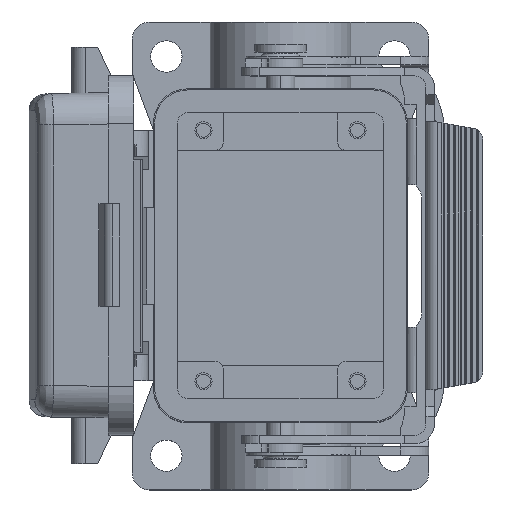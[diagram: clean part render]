
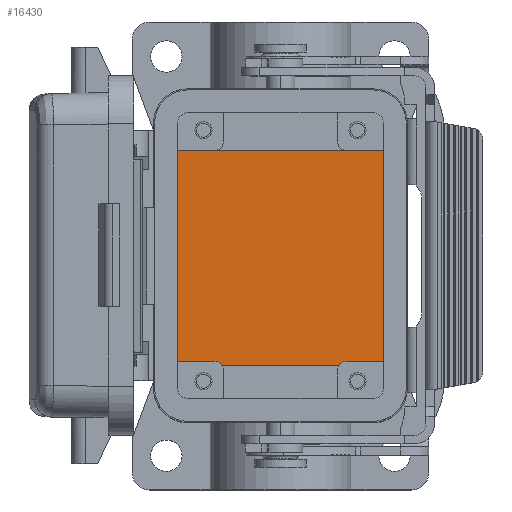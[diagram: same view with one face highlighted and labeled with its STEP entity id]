
A CAD part, top view. The second image highlights one B-rep face of the part: STEP entity #16430.
In plain terms, the highlighted planar face has unit normal (0, 0, 1).
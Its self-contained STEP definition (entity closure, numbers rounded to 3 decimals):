
#9880=CARTESIAN_POINT('',(18.5,-18.25,-40.));
#9890=DIRECTION('',(0.,1.,0.));
#9900=VECTOR('',#9890,36.5);
#9910=LINE('',#9880,#9900);
#9920=CARTESIAN_POINT('',(18.5,-18.25,-40.));
#9930=VERTEX_POINT('',#9920);
#9940=CARTESIAN_POINT('',(18.5,18.25,-40.));
#9950=VERTEX_POINT('',#9940);
#9960=EDGE_CURVE('',#9930,#9950,#9910,.T.);
#13960=CARTESIAN_POINT('',(-19.25,10.201,-40.));
#13970=VERTEX_POINT('',#13960);
#14000=CARTESIAN_POINT('',(-19.25,10.201,-40.));
#14010=DIRECTION('',(0.,-1.,0.));
#14020=VECTOR('',#14010,20.402);
#14030=LINE('',#14000,#14020);
#14040=CARTESIAN_POINT('',(-19.25,-10.201,-40.));
#14050=VERTEX_POINT('',#14040);
#14060=EDGE_CURVE('',#13970,#14050,#14030,.T.);
#15590=CARTESIAN_POINT('',(18.5,18.25,-40.));
#15600=DIRECTION('',(-1.,0.,0.));
#15610=VECTOR('',#15600,37.);
#15620=LINE('',#15590,#15610);
#15630=CARTESIAN_POINT('',(-18.5,18.25,-40.));
#15640=VERTEX_POINT('',#15630);
#15650=EDGE_CURVE('',#9950,#15640,#15620,.T.);
#15880=CARTESIAN_POINT('',(-18.5,11.5,-40.));
#15890=VERTEX_POINT('',#15880);
#15920=CARTESIAN_POINT('',(-20.,11.5,-40.));
#15930=DIRECTION('',(0.,0.,-1.));
#15940=DIRECTION('',(0.,-1.,0.));
#15950=AXIS2_PLACEMENT_3D('',#15920,#15930,#15940);
#15960=CIRCLE('',#15950,1.5);
#15970=EDGE_CURVE('',#15890,#13970,#15960,.T.);
#16030=CARTESIAN_POINT('',(0.,0.,-40.));
#16040=DIRECTION('',(0.,0.,1.));
#16050=DIRECTION('',(1.,0.,0.));
#16060=AXIS2_PLACEMENT_3D('',#16030,#16040,#16050);
#16070=PLANE('',#16060);
#16080=ORIENTED_EDGE('',*,*,#15970,.T.);
#16090=CARTESIAN_POINT('',(-18.5,18.25,-40.));
#16100=DIRECTION('',(0.,-1.,0.));
#16110=VECTOR('',#16100,6.75);
#16120=LINE('',#16090,#16110);
#16130=EDGE_CURVE('',#15640,#15890,#16120,.T.);
#16140=ORIENTED_EDGE('',*,*,#16130,.T.);
#16150=ORIENTED_EDGE('',*,*,#15650,.T.);
#16160=ORIENTED_EDGE('',*,*,#9960,.T.);
#16170=CARTESIAN_POINT('',(-18.5,-18.25,-40.));
#16180=DIRECTION('',(1.,0.,0.));
#16190=VECTOR('',#16180,37.);
#16200=LINE('',#16170,#16190);
#16210=CARTESIAN_POINT('',(-18.5,-18.25,-40.));
#16220=VERTEX_POINT('',#16210);
#16230=EDGE_CURVE('',#16220,#9930,#16200,.T.);
#16240=ORIENTED_EDGE('',*,*,#16230,.T.);
#16250=CARTESIAN_POINT('',(-18.5,-11.5,-40.));
#16260=DIRECTION('',(0.,-1.,0.));
#16270=VECTOR('',#16260,6.75);
#16280=LINE('',#16250,#16270);
#16290=CARTESIAN_POINT('',(-18.5,-11.5,-40.));
#16300=VERTEX_POINT('',#16290);
#16310=EDGE_CURVE('',#16300,#16220,#16280,.T.);
#16320=ORIENTED_EDGE('',*,*,#16310,.T.);
#16330=CARTESIAN_POINT('',(-20.,-11.5,-40.));
#16340=DIRECTION('',(0.,0.,-1.));
#16350=DIRECTION('',(-1.,0.,0.));
#16360=AXIS2_PLACEMENT_3D('',#16330,#16340,#16350);
#16370=CIRCLE('',#16360,1.5);
#16380=EDGE_CURVE('',#14050,#16300,#16370,.T.);
#16390=ORIENTED_EDGE('',*,*,#16380,.T.);
#16400=ORIENTED_EDGE('',*,*,#14060,.T.);
#16410=EDGE_LOOP('',(#16400,#16390,#16320,#16240,#16160,#16150,#16140,
#16080));
#16420=FACE_OUTER_BOUND('',#16410,.T.);
#16430=ADVANCED_FACE('',(#16420),#16070,.T.);
